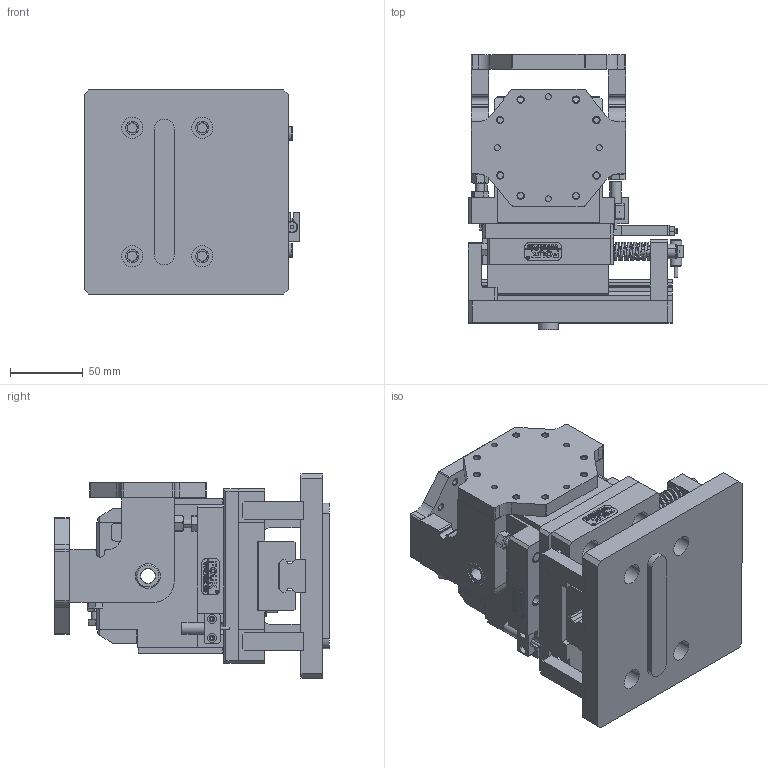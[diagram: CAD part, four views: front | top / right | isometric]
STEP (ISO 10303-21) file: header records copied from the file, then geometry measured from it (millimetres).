
FILE_DESCRIPTION (( 'STEP AP203' ), '1' );
FILE_NAME ('TE50-HE50.STEP', '2025-01-03T02:17:00', ( 'USER-' ), ( 'Microsoft' ), 'SwSTEP 2.0', 'SolidWorks 2018', '' );
FILE_SCHEMA (( 'CONFIG_CONTROL_DESIGN' ));
Length unit declared in the file: millimetre
Products named in the file (40): HT-HE50杅耀.sldasm-Part-15; hexagon socket head cap screws gb_GB_FASTENER_SCREWS_HSHCS M8X20-N; 揤輸杅耀.sldasm-Part-9; HT-HE50杅耀.sldasm-Part-14; HT-HE50杅耀.sldasm-Part-3; TE40杅耀.sldasm-Part-15; TE50-tr50.sldasm-Part-9; HT-HE50杅耀.sldasm-Part-6; HT-HE50杅耀; TE50-HE50; HT-HE50杅耀.sldasm-Part-10; HT-HE50杅耀.sldasm-Part-5; TE50-tr50.sldasm-Part-1; HT-HE50杅耀.sldasm-Part-9; HT-HE50杅耀.sldasm-Part-4; TE50-tr50.sldasm-Part-21; HT-HE50杅耀.sldasm-Part-1; HT-HE50杅耀.sldasm-Part-2; 埴翐芛_GB_FASTENER_SCREWS_HSHCS M2X8-N; TZ33-60杅耀.sldasm-Part-12; hexagon nuts grade c gb_GB_FASTENER_NUT_SNC1 M6-N; TE50-tr50.sldasm-Part-2; HT-HE50杅耀.sldasm-Part-7; HT-HE50杅耀.sldasm-Part-11; TE50-tr50.sldasm-Part-12; TE50-tr50.sldasm-Part-4; 8-18換覜ん; 揤輸蚾饜极; TE50; 埴翐种6℅22; TE50-M-01 啊詰褲极; TZ33-60杅耀.sldasm-Part-19; HT-HE50杅耀.sldasm-Part-16; HT-HE50杅耀.sldasm-Part-12; HT-HE50杅耀.sldasm-Part-8; 鞠褒芛蹟邡 M6X25; 25x12-R3; HT-HE50杅耀.sldasm-Part-18; TE50-tr50.sldasm-Part-8; HT-HE50杅耀.sldasm-Part-20
Assembly tree (56 placements, depth 4):
  TE50-HE50
    TE50
      TE50-tr50.sldasm-Part-1
      TE50-tr50.sldasm-Part-2
      TE50-tr50.sldasm-Part-4  x2
      TE50-tr50.sldasm-Part-8  x2
      TE50-tr50.sldasm-Part-9
      TE50-tr50.sldasm-Part-12  x2
      TE50-tr50.sldasm-Part-21  x2
      TZ33-60杅耀.sldasm-Part-12  x2
      TZ33-60杅耀.sldasm-Part-19  x2
      TE50-M-01 啊詰褲极
      25x12-R3
      鞠褒芛蹟邡 M6X25  x4
      TE40杅耀.sldasm-Part-15  x2
      hexagon nuts grade c gb_GB_FASTENER_NUT_SNC1 M6-N  x2
    HT-HE50杅耀
      HT-HE50杅耀.sldasm-Part-1
      HT-HE50杅耀.sldasm-Part-2
      HT-HE50杅耀.sldasm-Part-3
      HT-HE50杅耀.sldasm-Part-4
      HT-HE50杅耀.sldasm-Part-5
      HT-HE50杅耀.sldasm-Part-6
      HT-HE50杅耀.sldasm-Part-7
      HT-HE50杅耀.sldasm-Part-8
      HT-HE50杅耀.sldasm-Part-9
      HT-HE50杅耀.sldasm-Part-10
      HT-HE50杅耀.sldasm-Part-11
      HT-HE50杅耀.sldasm-Part-12
      HT-HE50杅耀.sldasm-Part-14
      HT-HE50杅耀.sldasm-Part-15
      HT-HE50杅耀.sldasm-Part-16
      HT-HE50杅耀.sldasm-Part-18
      HT-HE50杅耀.sldasm-Part-20
      8-18換覜ん
      揤輸蚾饜极
        揤輸杅耀.sldasm-Part-9
        埴翐芛_GB_FASTENER_SCREWS_HSHCS M2X8-N  x2
      25x12-R3
      hexagon socket head cap screws gb_GB_FASTENER_SCREWS_HSHCS M8X20-N  x4
      埴翐种6℅22  x2
Bounding box: 148 x 188.5 x 140 mm (x, y, z)
Volume: 1645398 mm3; surface area: 353297.7 mm2
Topology: 53 solids, 59 shells, 2283 faces, 5896 edges, 3829 vertices
Faces by surface type: plane 1097, cylinder 645, bspline 322, cone 203, torus 16
Entity records: 64339 total; most frequent: CARTESIAN_POINT 24919, ORIENTED_EDGE 7340, DIRECTION 6807, EDGE_CURVE 3670, VERTEX_POINT 2403, LINE 2293, VECTOR 2293, AXIS2_PLACEMENT_3D 2257
